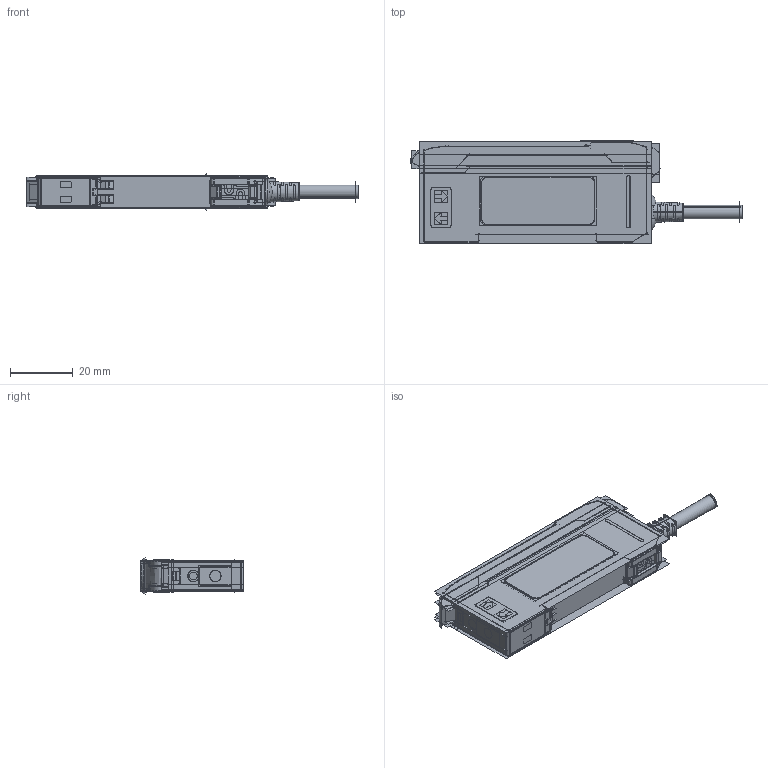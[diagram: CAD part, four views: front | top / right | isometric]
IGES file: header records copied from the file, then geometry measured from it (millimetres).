
Start section:  PTC IGES file: 177888.igs
Global section: file name: 177888.igs; native system: Creo Parametric by Parametric Technology Corporation; preprocessor: 2013230; author: pdmadmin; organization: Unknown; date: 20150813.093854; units: millimetre
Bounding box: 105.76 x 33.09 x 11.47 mm (x, y, z)
Volume: 29677.2 mm3; surface area: 317709.9 mm2
Topology: 17 solids, 17 shells, 4994 faces, 30916 edges, 42750 vertices
Faces by surface type: bspline 3730, revolution 1254, extrusion 10
